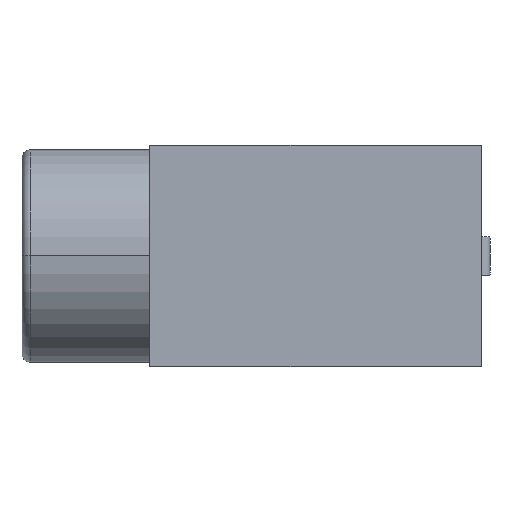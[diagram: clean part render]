
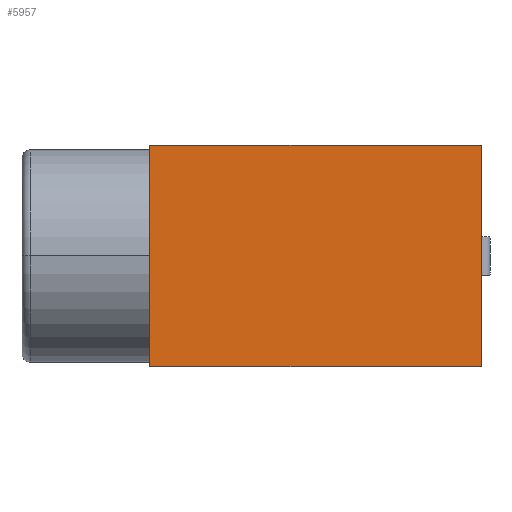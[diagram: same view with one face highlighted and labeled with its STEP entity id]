
A CAD part, top view. The second image highlights one B-rep face of the part: STEP entity #5957.
In plain terms, the highlighted planar face has unit normal (0, 0, 1).
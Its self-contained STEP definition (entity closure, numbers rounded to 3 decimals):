
#576 = CARTESIAN_POINT ( 'NONE',  ( -2.4, 0., 5. ) ) ;
#1305 = DIRECTION ( 'NONE',  ( 1., 0., 0. ) ) ;
#1340 = VECTOR ( 'NONE', #3283, 1000. ) ;
#1414 = VERTEX_POINT ( 'NONE', #10135 ) ;
#1758 = DIRECTION ( 'NONE',  ( -1., 0., 0. ) ) ;
#1944 = EDGE_CURVE ( 'NONE', #13443, #11015, #12847, .T. ) ;
#2145 = PLANE ( 'NONE',  #13513 ) ;
#2604 = EDGE_LOOP ( 'NONE', ( #9625, #11396, #12638, #10129, #8654 ) ) ;
#3127 = FACE_OUTER_BOUND ( 'NONE', #2604, .T. ) ;
#3280 = DIRECTION ( 'NONE',  ( 0., -1., 0. ) ) ;
#3283 = DIRECTION ( 'NONE',  ( 0., -1., 0. ) ) ;
#3305 = VECTOR ( 'NONE', #3280, 1000. ) ;
#3694 = CARTESIAN_POINT ( 'NONE',  ( 5.4, 2.6, 5. ) ) ;
#3958 = CARTESIAN_POINT ( 'NONE',  ( 5.4, -2.6, 5. ) ) ;
#4544 = CARTESIAN_POINT ( 'NONE',  ( 0., 0., 5. ) ) ;
#5062 = VERTEX_POINT ( 'NONE', #576 ) ;
#5869 = VERTEX_POINT ( 'NONE', #9037 ) ;
#5878 = DIRECTION ( 'NONE',  ( 0., 0., -1. ) ) ;
#5957 = ADVANCED_FACE ( 'NONE', ( #3127 ), #2145, .F. ) ;
#6889 = CARTESIAN_POINT ( 'NONE',  ( 5.4, -2.6, 5. ) ) ;
#7776 = DIRECTION ( 'NONE',  ( 0., 1., 0. ) ) ;
#7814 = VECTOR ( 'NONE', #7776, 1000. ) ;
#8030 = LINE ( 'NONE', #13032, #1340 ) ;
#8577 = EDGE_CURVE ( 'NONE', #5869, #5062, #12077, .T. ) ;
#8654 = ORIENTED_EDGE ( 'NONE', *, *, #14090, .T. ) ;
#9037 = CARTESIAN_POINT ( 'NONE',  ( -2.4, 2.6, 5. ) ) ;
#9089 = EDGE_CURVE ( 'NONE', #1414, #13443, #10077, .T. ) ;
#9625 = ORIENTED_EDGE ( 'NONE', *, *, #8577, .T. ) ;
#10077 = LINE ( 'NONE', #3958, #10878 ) ;
#10129 = ORIENTED_EDGE ( 'NONE', *, *, #1944, .T. ) ;
#10135 = CARTESIAN_POINT ( 'NONE',  ( -2.4, -2.6, 5. ) ) ;
#10602 = LINE ( 'NONE', #10773, #12715 ) ;
#10773 = CARTESIAN_POINT ( 'NONE',  ( 5.4, 2.6, 5. ) ) ;
#10797 = CARTESIAN_POINT ( 'NONE',  ( -2.4, 2.6, 5. ) ) ;
#10878 = VECTOR ( 'NONE', #1305, 1000. ) ;
#11015 = VERTEX_POINT ( 'NONE', #3694 ) ;
#11396 = ORIENTED_EDGE ( 'NONE', *, *, #15283, .T. ) ;
#12077 = LINE ( 'NONE', #10797, #3305 ) ;
#12638 = ORIENTED_EDGE ( 'NONE', *, *, #9089, .T. ) ;
#12715 = VECTOR ( 'NONE', #1758, 1000. ) ;
#12847 = LINE ( 'NONE', #12920, #7814 ) ;
#12920 = CARTESIAN_POINT ( 'NONE',  ( 5.4, 2.6, 5. ) ) ;
#13032 = CARTESIAN_POINT ( 'NONE',  ( -2.4, 2.6, 5. ) ) ;
#13443 = VERTEX_POINT ( 'NONE', #6889 ) ;
#13513 = AXIS2_PLACEMENT_3D ( 'NONE', #4544, #5878, #14524 ) ;
#14090 = EDGE_CURVE ( 'NONE', #11015, #5869, #10602, .T. ) ;
#14524 = DIRECTION ( 'NONE',  ( -1., 0., 0. ) ) ;
#15283 = EDGE_CURVE ( 'NONE', #5062, #1414, #8030, .T. ) ;
